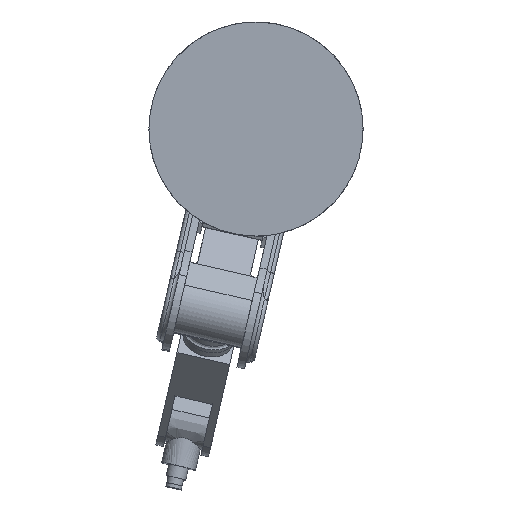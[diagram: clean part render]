
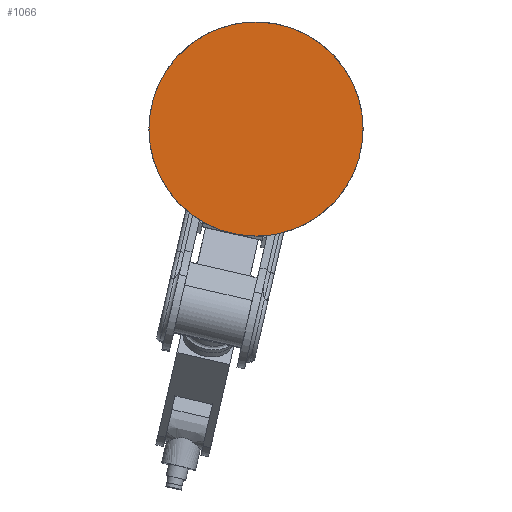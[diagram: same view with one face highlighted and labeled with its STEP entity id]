
A CAD part, front view. The second image highlights one B-rep face of the part: STEP entity #1066.
In plain terms, the highlighted free-form (B-spline) face has degree [1, 1] with [2, 2] control points.
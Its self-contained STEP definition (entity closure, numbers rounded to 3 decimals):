
#585 = VERTEX_POINT('',#586);
#586 = CARTESIAN_POINT('',(366.508,62.371,
    935.266));
#591 = EDGE_CURVE('',#585,#592,#594,.T.);
#592 = VERTEX_POINT('',#593);
#593 = CARTESIAN_POINT('',(366.508,62.371,
    194.285));
#594 = ( BOUNDED_CURVE() B_SPLINE_CURVE(2,(#595,#596,#597,#598,#599),
.UNSPECIFIED.,.F.,.F.) B_SPLINE_CURVE_WITH_KNOTS((3,2,3),(0.,
1.571,3.142),.PIECEWISE_BEZIER_KNOTS.) CURVE() 
GEOMETRIC_REPRESENTATION_ITEM() RATIONAL_B_SPLINE_CURVE((1.,
0.707,1.,0.707,1.)) REPRESENTATION_ITEM('') );
#595 = CARTESIAN_POINT('',(366.508,62.371,
    935.266));
#596 = CARTESIAN_POINT('',(736.999,62.371,
    935.266));
#597 = CARTESIAN_POINT('',(736.999,62.371,
    564.775));
#598 = CARTESIAN_POINT('',(736.999,62.371,
    194.285));
#599 = CARTESIAN_POINT('',(366.508,62.371,
    194.285));
#969 = EDGE_CURVE('',#592,#585,#970,.T.);
#970 = ( BOUNDED_CURVE() B_SPLINE_CURVE(2,(#971,#972,#973,#974,#975),
.UNSPECIFIED.,.F.,.F.) B_SPLINE_CURVE_WITH_KNOTS((3,2,3),(3.142,
4.712,6.283),.PIECEWISE_BEZIER_KNOTS.) CURVE() 
GEOMETRIC_REPRESENTATION_ITEM() RATIONAL_B_SPLINE_CURVE((1.,
0.707,1.,0.707,1.)) REPRESENTATION_ITEM('') );
#971 = CARTESIAN_POINT('',(366.508,62.371,
    194.285));
#972 = CARTESIAN_POINT('',(-3.982,62.371,
    194.285));
#973 = CARTESIAN_POINT('',(-3.982,62.371,
    564.775));
#974 = CARTESIAN_POINT('',(-3.982,62.371,
    935.266));
#975 = CARTESIAN_POINT('',(366.508,62.371,
    935.266));
#1066 = ADVANCED_FACE('',(#1067),#1071,.F.);
#1067 = FACE_BOUND('',#1068,.T.);
#1068 = EDGE_LOOP('',(#1069,#1070));
#1069 = ORIENTED_EDGE('',*,*,#969,.F.);
#1070 = ORIENTED_EDGE('',*,*,#591,.F.);
#1071 = B_SPLINE_SURFACE_WITH_KNOTS('',1,1,(
    (#1072,#1073)
    ,(#1074,#1075
  )),.UNSPECIFIED.,.F.,.F.,.F.,(2,2),(2,2),(-277.5,277.5),(-277.5,277.5)
  ,.PIECEWISE_BEZIER_KNOTS.);
#1072 = CARTESIAN_POINT('',(-3.982,62.371,
    194.285));
#1073 = CARTESIAN_POINT('',(736.999,62.371,
    194.285));
#1074 = CARTESIAN_POINT('',(-3.982,62.371,
    935.266));
#1075 = CARTESIAN_POINT('',(736.999,62.371,
    935.266));
